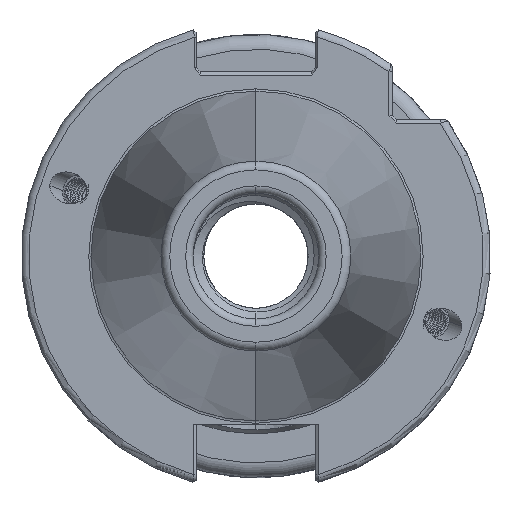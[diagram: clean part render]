
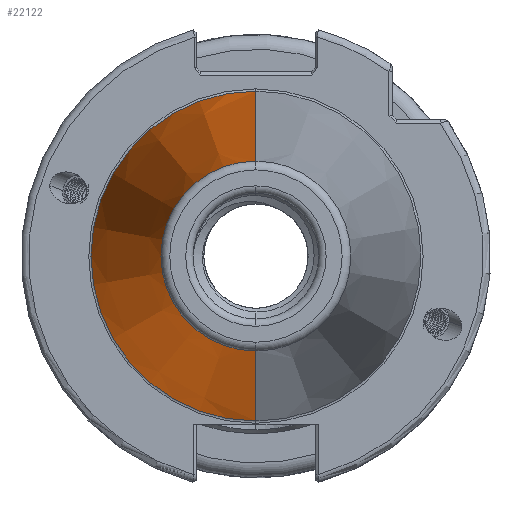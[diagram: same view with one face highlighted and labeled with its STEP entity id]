
A CAD part, left-side view. The second image highlights one B-rep face of the part: STEP entity #22122.
In plain terms, the highlighted conical face has half-angle 8.297 degrees and reference radius 22.692 mm.
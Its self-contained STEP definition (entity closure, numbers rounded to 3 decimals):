
#975 = AXIS2_PLACEMENT_3D ( 'NONE', #2222, #2214, #2233 ) ;
#1015 = AXIS2_PLACEMENT_3D ( 'NONE', #2024, #2026, #2029 ) ;
#1046 = CIRCLE ( 'NONE', #975, 22.327 ) ;
#1048 = VECTOR ( 'NONE', #2369, 1000. ) ;
#1065 = LINE ( 'NONE', #2361, #1089 ) ;
#1077 = LINE ( 'NONE', #2368, #1048 ) ;
#1089 = VECTOR ( 'NONE', #2374, 1000. ) ;
#1178 = CIRCLE ( 'NONE', #1015, 12.852 ) ;
#2024 = CARTESIAN_POINT ( 'NONE',  ( -67.473, 0., 0. ) ) ;
#2026 = DIRECTION ( 'NONE',  ( 1., 0., 0. ) ) ;
#2029 = DIRECTION ( 'NONE',  ( 0., 0., 1. ) ) ;
#2214 = DIRECTION ( 'NONE',  ( 1., 0., 0. ) ) ;
#2222 = CARTESIAN_POINT ( 'NONE',  ( -2.5, 0., 0. ) ) ;
#2233 = DIRECTION ( 'NONE',  ( 0., 0., -1. ) ) ;
#2361 = CARTESIAN_POINT ( 'NONE',  ( 0., 0., 22.692 ) ) ;
#2368 = CARTESIAN_POINT ( 'NONE',  ( 0., 0., -22.692 ) ) ;
#2369 = DIRECTION ( 'NONE',  ( 0.99, 0., -0.144 ) ) ;
#2374 = DIRECTION ( 'NONE',  ( 0.99, 0., 0.144 ) ) ;
#4999 = ORIENTED_EDGE ( 'NONE', *, *, #9522, .T. ) ;
#5022 = ORIENTED_EDGE ( 'NONE', *, *, #9555, .T. ) ;
#5045 = ORIENTED_EDGE ( 'NONE', *, *, #9520, .F. ) ;
#5049 = ORIENTED_EDGE ( 'NONE', *, *, #9501, .F. ) ;
#5563 = VERTEX_POINT ( 'NONE', #38003 ) ;
#5575 = EDGE_LOOP ( 'NONE', ( #5022, #4999, #5049, #5045 ) ) ;
#9501 = EDGE_CURVE ( 'NONE', #5563, #29218, #1046, .T. ) ;
#9520 = EDGE_CURVE ( 'NONE', #37714, #5563, #1077, .T. ) ;
#9522 = EDGE_CURVE ( 'NONE', #29259, #29218, #1065, .T. ) ;
#9555 = EDGE_CURVE ( 'NONE', #37714, #29259, #1178, .T. ) ;
#18137 = CARTESIAN_POINT ( 'NONE',  ( -67.473, 0., 12.852 ) ) ;
#18194 = CARTESIAN_POINT ( 'NONE',  ( -2.5, 0., 22.327 ) ) ;
#19805 = CARTESIAN_POINT ( 'NONE',  ( -67.473, 0., -12.852 ) ) ;
#22122 = ADVANCED_FACE ( 'NONE', ( #32417 ), #32464, .T. ) ;
#22613 = AXIS2_PLACEMENT_3D ( 'NONE', #39682, #39671, #39677 ) ;
#29218 = VERTEX_POINT ( 'NONE', #18194 ) ;
#29259 = VERTEX_POINT ( 'NONE', #18137 ) ;
#32417 = FACE_OUTER_BOUND ( 'NONE', #5575, .T. ) ;
#32464 = CONICAL_SURFACE ( 'NONE', #22613, 22.692, 0.145 ) ;
#37714 = VERTEX_POINT ( 'NONE', #19805 ) ;
#38003 = CARTESIAN_POINT ( 'NONE',  ( -2.5, 0., -22.327 ) ) ;
#39671 = DIRECTION ( 'NONE',  ( 1., 0., 0. ) ) ;
#39677 = DIRECTION ( 'NONE',  ( 0., 0., -1. ) ) ;
#39682 = CARTESIAN_POINT ( 'NONE',  ( 0., 0., 0. ) ) ;
